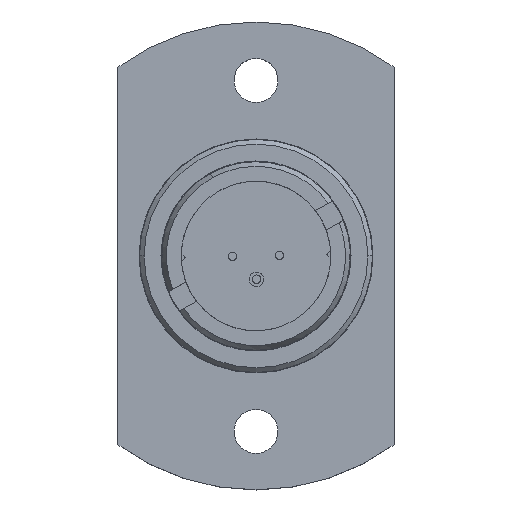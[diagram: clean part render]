
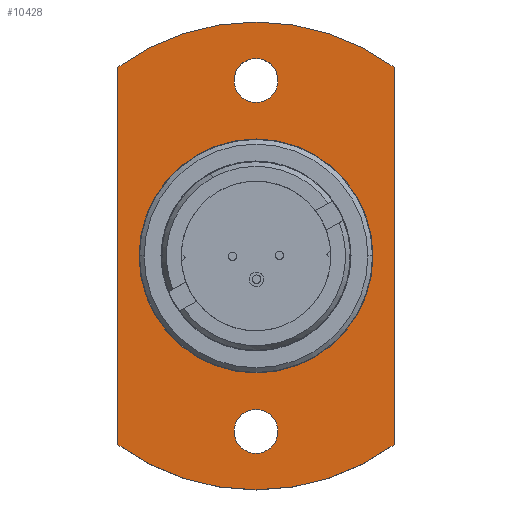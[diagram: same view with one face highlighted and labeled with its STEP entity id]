
A CAD part, top view. The second image highlights one B-rep face of the part: STEP entity #10428.
In plain terms, the highlighted face is planar.
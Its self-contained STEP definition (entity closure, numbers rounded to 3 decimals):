
#2718 = AXIS2_PLACEMENT_3D ( 'NONE', #2842, #2850, #2848 ) ;
#2746 = PLANE ( 'NONE',  #2911 ) ;
#2747 = FACE_OUTER_BOUND ( 'NONE', #10434, .T. ) ;
#2748 = DIRECTION ( 'NONE',  ( 0., 0., -1. ) ) ;
#2749 = DIRECTION ( 'NONE',  ( 1., 0., 0. ) ) ;
#2750 = CARTESIAN_POINT ( 'NONE',  ( 18.415, 9.525, 0. ) ) ;
#2752 = FACE_BOUND ( 'NONE', #10411, .T. ) ;
#2753 = AXIS2_PLACEMENT_3D ( 'NONE', #2834, #2833, #2831 ) ;
#2754 = FACE_BOUND ( 'NONE', #10405, .T. ) ;
#2755 = AXIS2_PLACEMENT_3D ( 'NONE', #2821, #2819, #2817 ) ;
#2756 = DIRECTION ( 'NONE',  ( 0., -1., 0. ) ) ;
#2757 = VECTOR ( 'NONE', #2756, 1000. ) ;
#2778 = DIRECTION ( 'NONE',  ( 0., 0., 1. ) ) ;
#2780 = DIRECTION ( 'NONE',  ( -1., 0., 0. ) ) ;
#2785 = CIRCLE ( 'NONE', #2753, 1.194 ) ;
#2817 = DIRECTION ( 'NONE',  ( 0., 0., -1. ) ) ;
#2819 = DIRECTION ( 'NONE',  ( 1., 0., 0. ) ) ;
#2821 = CARTESIAN_POINT ( 'NONE',  ( 18.415, 0., 0. ) ) ;
#2823 = CIRCLE ( 'NONE', #2755, 6.35 ) ;
#2831 = DIRECTION ( 'NONE',  ( 0., 0., -1. ) ) ;
#2833 = DIRECTION ( 'NONE',  ( 1., 0., 0. ) ) ;
#2834 = CARTESIAN_POINT ( 'NONE',  ( 18.415, -9.525, 0. ) ) ;
#2842 = CARTESIAN_POINT ( 'NONE',  ( 18.415, 0., 0. ) ) ;
#2848 = DIRECTION ( 'NONE',  ( 0., 0., -1. ) ) ;
#2850 = DIRECTION ( 'NONE',  ( 1., 0., 0. ) ) ;
#2902 = CIRCLE ( 'NONE', #2718, 12.7 ) ;
#2908 = LINE ( 'NONE', #2955, #2757 ) ;
#2909 = AXIS2_PLACEMENT_3D ( 'NONE', #2750, #2749, #2748 ) ;
#2911 = AXIS2_PLACEMENT_3D ( 'NONE', #2967, #2780, #2778 ) ;
#2924 = CARTESIAN_POINT ( 'NONE',  ( 18.415, -10.254, 7.493 ) ) ;
#2955 = CARTESIAN_POINT ( 'NONE',  ( 18.415, 10.254, 7.493 ) ) ;
#2965 = CIRCLE ( 'NONE', #2909, 1.194 ) ;
#2967 = CARTESIAN_POINT ( 'NONE',  ( 18.415, 0., 0. ) ) ;
#2968 = FACE_BOUND ( 'NONE', #10432, .T. ) ;
#6186 = CARTESIAN_POINT ( 'NONE',  ( 18.415, 9.525, -1.194 ) ) ;
#6189 = CARTESIAN_POINT ( 'NONE',  ( 18.415, 9.525, 1.194 ) ) ;
#6190 = CARTESIAN_POINT ( 'NONE',  ( 18.415, -9.525, 1.194 ) ) ;
#6193 = DIRECTION ( 'NONE',  ( 0., 0., -1. ) ) ;
#6194 = DIRECTION ( 'NONE',  ( 1., 0., 0. ) ) ;
#6200 = CIRCLE ( 'NONE', #6215, 1.194 ) ;
#6203 = CARTESIAN_POINT ( 'NONE',  ( 18.415, -9.525, 0. ) ) ;
#6204 = CARTESIAN_POINT ( 'NONE',  ( 18.415, -9.525, -1.194 ) ) ;
#6215 = AXIS2_PLACEMENT_3D ( 'NONE', #6203, #6194, #6193 ) ;
#6700 = DIRECTION ( 'NONE',  ( 0., 0., -1. ) ) ;
#6702 = DIRECTION ( 'NONE',  ( 1., 0., 0. ) ) ;
#6704 = CARTESIAN_POINT ( 'NONE',  ( 18.415, 0., 0. ) ) ;
#6706 = AXIS2_PLACEMENT_3D ( 'NONE', #6704, #6702, #6700 ) ;
#6708 = CIRCLE ( 'NONE', #6706, 6.35 ) ;
#6899 = CARTESIAN_POINT ( 'NONE',  ( 18.415, 0., -6.35 ) ) ;
#6949 = CARTESIAN_POINT ( 'NONE',  ( 18.415, 0., 6.35 ) ) ;
#7117 = DIRECTION ( 'NONE',  ( 0., 0., -1. ) ) ;
#7125 = DIRECTION ( 'NONE',  ( 1., 0., 0. ) ) ;
#7144 = CARTESIAN_POINT ( 'NONE',  ( 18.415, 9.525, 0. ) ) ;
#7232 = AXIS2_PLACEMENT_3D ( 'NONE', #7144, #7125, #7117 ) ;
#7233 = CIRCLE ( 'NONE', #7232, 1.194 ) ;
#7503 = DIRECTION ( 'NONE',  ( 0., 0., -1. ) ) ;
#7507 = DIRECTION ( 'NONE',  ( 1., 0., 0. ) ) ;
#7508 = CARTESIAN_POINT ( 'NONE',  ( 18.415, 0., 0. ) ) ;
#7509 = AXIS2_PLACEMENT_3D ( 'NONE', #7508, #7507, #7503 ) ;
#7512 = CARTESIAN_POINT ( 'NONE',  ( 18.415, 10.254, 7.493 ) ) ;
#7658 = CARTESIAN_POINT ( 'NONE',  ( 18.415, 10.254, -7.493 ) ) ;
#7662 = CARTESIAN_POINT ( 'NONE',  ( 18.415, -10.254, -7.493 ) ) ;
#7670 = CIRCLE ( 'NONE', #7509, 12.7 ) ;
#7671 = DIRECTION ( 'NONE',  ( 0., 1., 0. ) ) ;
#7672 = VECTOR ( 'NONE', #7671, 1000. ) ;
#7673 = CARTESIAN_POINT ( 'NONE',  ( 18.415, 10.254, -7.493 ) ) ;
#7683 = LINE ( 'NONE', #7673, #7672 ) ;
#9959 = VERTEX_POINT ( 'NONE', #6204 ) ;
#9961 = EDGE_CURVE ( 'NONE', #9967, #9959, #6200, .T. ) ;
#9967 = VERTEX_POINT ( 'NONE', #6190 ) ;
#9968 = VERTEX_POINT ( 'NONE', #6189 ) ;
#9975 = VERTEX_POINT ( 'NONE', #6186 ) ;
#9979 = EDGE_CURVE ( 'NONE', #10139, #10141, #6708, .T. ) ;
#10139 = VERTEX_POINT ( 'NONE', #6949 ) ;
#10141 = VERTEX_POINT ( 'NONE', #6899 ) ;
#10195 = EDGE_CURVE ( 'NONE', #9968, #9975, #7233, .T. ) ;
#10289 = EDGE_CURVE ( 'NONE', #10301, #10300, #7683, .T. ) ;
#10300 = VERTEX_POINT ( 'NONE', #7658 ) ;
#10301 = VERTEX_POINT ( 'NONE', #7662 ) ;
#10302 = EDGE_CURVE ( 'NONE', #10300, #10304, #7670, .T. ) ;
#10304 = VERTEX_POINT ( 'NONE', #7512 ) ;
#10368 = ORIENTED_EDGE ( 'NONE', *, *, #10425, .F. ) ;
#10375 = ORIENTED_EDGE ( 'NONE', *, *, #10408, .T. ) ;
#10376 = ORIENTED_EDGE ( 'NONE', *, *, #10302, .T. ) ;
#10377 = ORIENTED_EDGE ( 'NONE', *, *, #10422, .T. ) ;
#10379 = ORIENTED_EDGE ( 'NONE', *, *, #10289, .T. ) ;
#10405 = EDGE_LOOP ( 'NONE', ( #10406, #10409 ) ) ;
#10406 = ORIENTED_EDGE ( 'NONE', *, *, #10433, .F. ) ;
#10408 = EDGE_CURVE ( 'NONE', #10410, #10301, #2902, .T. ) ;
#10409 = ORIENTED_EDGE ( 'NONE', *, *, #9979, .F. ) ;
#10410 = VERTEX_POINT ( 'NONE', #2924 ) ;
#10411 = EDGE_LOOP ( 'NONE', ( #10368, #10430 ) ) ;
#10413 = ORIENTED_EDGE ( 'NONE', *, *, #9961, .F. ) ;
#10422 = EDGE_CURVE ( 'NONE', #10304, #10410, #2908, .T. ) ;
#10425 = EDGE_CURVE ( 'NONE', #9975, #9968, #2965, .T. ) ;
#10428 = ADVANCED_FACE ( 'NONE', ( #2752, #2968, #2754, #2747 ), #2746, .F. ) ;
#10429 = ORIENTED_EDGE ( 'NONE', *, *, #10431, .F. ) ;
#10430 = ORIENTED_EDGE ( 'NONE', *, *, #10195, .F. ) ;
#10431 = EDGE_CURVE ( 'NONE', #9959, #9967, #2785, .T. ) ;
#10432 = EDGE_LOOP ( 'NONE', ( #10429, #10413 ) ) ;
#10433 = EDGE_CURVE ( 'NONE', #10141, #10139, #2823, .T. ) ;
#10434 = EDGE_LOOP ( 'NONE', ( #10376, #10377, #10375, #10379 ) ) ;
